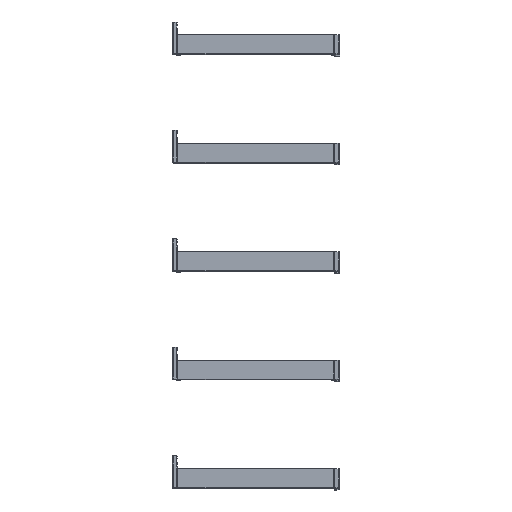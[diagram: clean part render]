
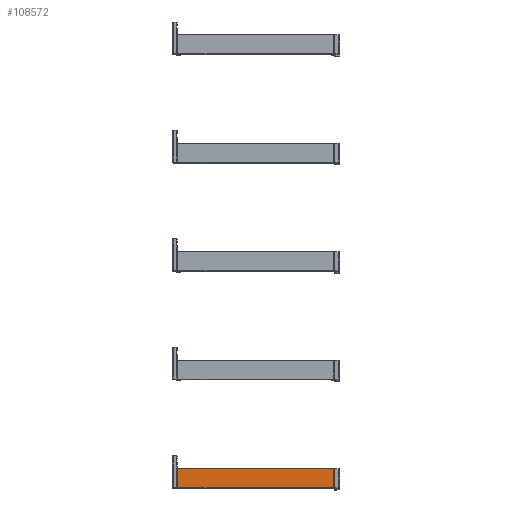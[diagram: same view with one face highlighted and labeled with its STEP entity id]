
A CAD part, left-side view. The second image highlights one B-rep face of the part: STEP entity #108572.
In plain terms, the highlighted planar face has unit normal (-1, 0, 0).
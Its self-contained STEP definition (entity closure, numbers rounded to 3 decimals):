
#1880=PLANE('',#115669);
#6127=FACE_OUTER_BOUND('',#12509,.T.);
#12509=EDGE_LOOP('',(#78636,#78637,#78638,#78639,#78640,#78641));
#19535=LINE('',#160968,#31265);
#19539=LINE('',#160978,#31269);
#20640=LINE('',#165993,#32370);
#20641=LINE('',#165996,#32371);
#31265=VECTOR('',#127617,10.);
#31269=VECTOR('',#127627,10.);
#32370=VECTOR('',#129982,10.);
#32371=VECTOR('',#129985,10.);
#42683=CIRCLE('',#115670,2.5);
#42684=CIRCLE('',#115671,2.5);
#47117=VERTEX_POINT('',#160965);
#47118=VERTEX_POINT('',#160967);
#47121=VERTEX_POINT('',#160976);
#48028=VERTEX_POINT('',#165991);
#48029=VERTEX_POINT('',#165992);
#48030=VERTEX_POINT('',#165995);
#58190=EDGE_CURVE('',#47118,#47117,#19535,.T.);
#58196=EDGE_CURVE('',#47121,#47117,#19539,.T.);
#59537=EDGE_CURVE('',#48028,#48029,#20640,.T.);
#59538=EDGE_CURVE('',#47118,#48029,#42683,.T.);
#59539=EDGE_CURVE('',#47121,#48030,#20641,.T.);
#59540=EDGE_CURVE('',#48028,#48030,#42684,.T.);
#78636=ORIENTED_EDGE('',*,*,#59537,.T.);
#78637=ORIENTED_EDGE('',*,*,#59538,.F.);
#78638=ORIENTED_EDGE('',*,*,#58190,.T.);
#78639=ORIENTED_EDGE('',*,*,#58196,.F.);
#78640=ORIENTED_EDGE('',*,*,#59539,.T.);
#78641=ORIENTED_EDGE('',*,*,#59540,.F.);
#108572=ADVANCED_FACE('',(#6127),#1880,.F.);
#115669=AXIS2_PLACEMENT_3D('',#165990,#129980,#129981);
#115670=AXIS2_PLACEMENT_3D('',#165994,#129983,#129984);
#115671=AXIS2_PLACEMENT_3D('',#165997,#129986,#129987);
#127617=DIRECTION('',(0.,0.,-1.));
#127627=DIRECTION('',(0.,1.,0.));
#129980=DIRECTION('center_axis',(1.,0.,0.));
#129981=DIRECTION('ref_axis',(0.,0.,
-1.));
#129982=DIRECTION('',(0.,1.,0.));
#129983=DIRECTION('center_axis',(1.,0.,0.));
#129984=DIRECTION('ref_axis',(0.,0.707,0.707));
#129985=DIRECTION('',(0.,0.,1.));
#129986=DIRECTION('center_axis',(1.,0.,0.));
#129987=DIRECTION('ref_axis',(0.,-0.707,0.707));
#160965=CARTESIAN_POINT('',(-200.,446.3,4.95));
#160967=CARTESIAN_POINT('',(-200.,446.3,54.95));
#160968=CARTESIAN_POINT('',(-200.,446.3,16.125));
#160976=CARTESIAN_POINT('',(-200.,15.2,4.95));
#160978=CARTESIAN_POINT('',(-200.,230.75,4.95));
#165990=CARTESIAN_POINT('Origin',(-200.,230.75,29.8));
#165991=CARTESIAN_POINT('',(-200.,17.7,57.45));
#165992=CARTESIAN_POINT('',(-200.,443.8,57.45));
#165993=CARTESIAN_POINT('',(-200.,0.,57.45));
#165994=CARTESIAN_POINT('Origin',(-200.,443.8,54.95));
#165995=CARTESIAN_POINT('',(-200.,15.2,54.95));
#165996=CARTESIAN_POINT('',(-200.,15.2,16.125));
#165997=CARTESIAN_POINT('Origin',(-200.,17.7,54.95));
